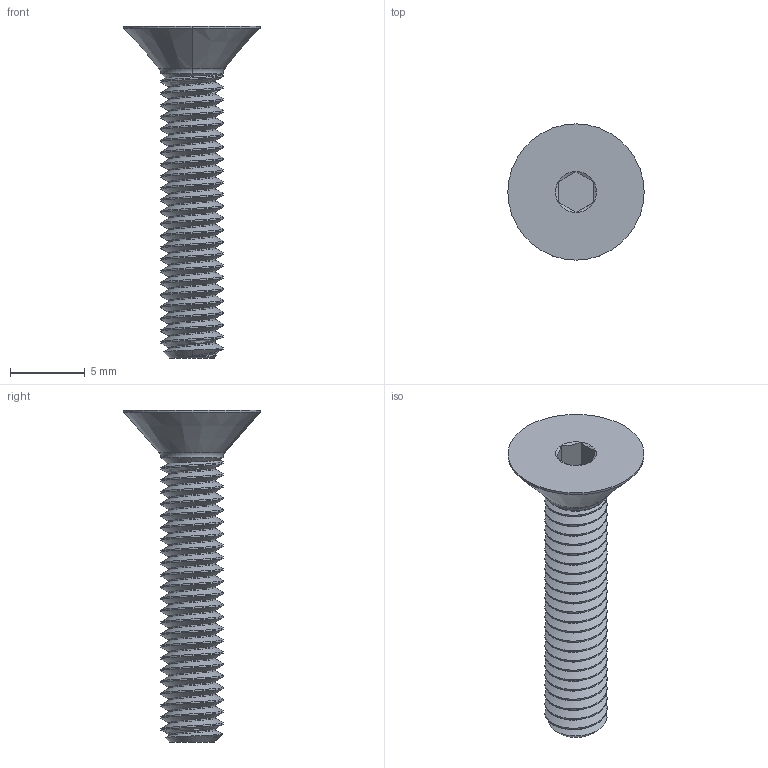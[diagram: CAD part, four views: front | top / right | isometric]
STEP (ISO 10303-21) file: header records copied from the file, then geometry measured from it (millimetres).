
FILE_DESCRIPTION (( 'STEP AP203' ), '1' );
FILE_NAME ('91253A198.step', '2014-05-29T21:05:06', ( '' ), ( '' ), 'SwSTEP 2.0', 'SolidWorks 2010', '' );
FILE_SCHEMA (( 'CONFIG_CONTROL_DESIGN' ));
Length unit declared in the file: inch
Products named in the file (1): 91253A198
Bounding box: 9.12 x 9.12 x 22.23 mm (x, y, z)
Volume: 306.4 mm3; surface area: 553.7 mm2
Topology: 1 solids, 1 shells, 126 faces, 350 edges, 227 vertices
Faces by surface type: cylinder 97, cone 16, plane 9, torus 2, bspline 2
Entity records: 6941 total; most frequent: CARTESIAN_POINT 4225, ORIENTED_EDGE 700, DIRECTION 422, EDGE_CURVE 350, VERTEX_POINT 227, AXIS2_PLACEMENT_3D 153, EDGE_LOOP 127, ADVANCED_FACE 126
